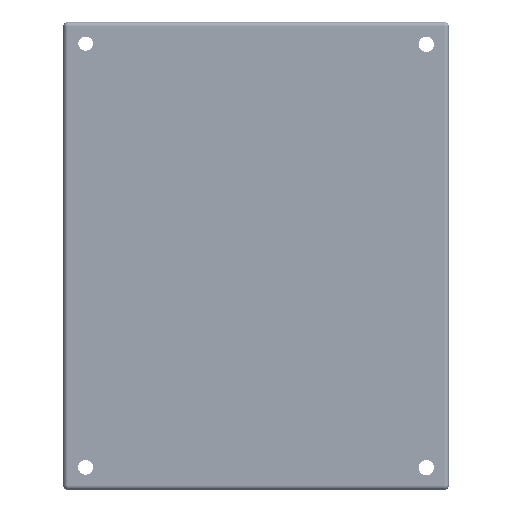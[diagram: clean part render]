
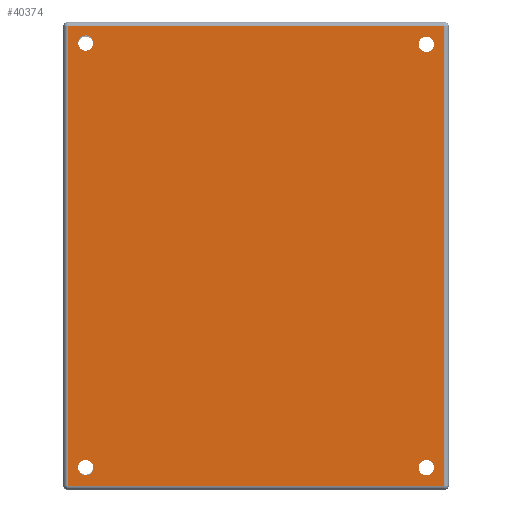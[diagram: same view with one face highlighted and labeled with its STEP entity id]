
A CAD part, front view. The second image highlights one B-rep face of the part: STEP entity #40374.
In plain terms, the highlighted planar face has unit normal (0, -1, 0).
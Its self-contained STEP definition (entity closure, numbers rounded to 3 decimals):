
#2466=FACE_BOUND('',#9365,.T.);
#2467=FACE_BOUND('',#9366,.T.);
#2468=FACE_BOUND('',#9367,.T.);
#2469=FACE_BOUND('',#9368,.T.);
#4510=CIRCLE('',#44919,1.7);
#4511=CIRCLE('',#44920,1.7);
#4512=CIRCLE('',#44921,1.7);
#4513=CIRCLE('',#44922,1.7);
#6801=FACE_OUTER_BOUND('',#9364,.T.);
#9364=EDGE_LOOP('',(#36724,#36725,#36726,#36727));
#9365=EDGE_LOOP('',(#36728));
#9366=EDGE_LOOP('',(#36729));
#9367=EDGE_LOOP('',(#36730));
#9368=EDGE_LOOP('',(#36731));
#12649=LINE('',#73764,#16013);
#12651=LINE('',#73774,#16015);
#12653=LINE('',#73777,#16017);
#12660=LINE('',#73793,#16024);
#16013=VECTOR('',#56862,10.);
#16015=VECTOR('',#56874,10.);
#16017=VECTOR('',#56878,10.);
#16024=VECTOR('',#56895,10.);
#19575=VERTEX_POINT('',#73746);
#19578=VERTEX_POINT('',#73753);
#19581=VERTEX_POINT('',#73760);
#19584=VERTEX_POINT('',#73770);
#19597=VERTEX_POINT('',#73822);
#19598=VERTEX_POINT('',#73824);
#19599=VERTEX_POINT('',#73826);
#19600=VERTEX_POINT('',#73828);
#25311=EDGE_CURVE('',#19575,#19581,#12649,.T.);
#25316=EDGE_CURVE('',#19581,#19584,#12651,.T.);
#25318=EDGE_CURVE('',#19584,#19578,#12653,.T.);
#25327=EDGE_CURVE('',#19578,#19575,#12660,.T.);
#25342=EDGE_CURVE('',#19597,#19597,#4510,.T.);
#25343=EDGE_CURVE('',#19598,#19598,#4511,.T.);
#25344=EDGE_CURVE('',#19599,#19599,#4512,.T.);
#25345=EDGE_CURVE('',#19600,#19600,#4513,.T.);
#36724=ORIENTED_EDGE('',*,*,#25311,.F.);
#36725=ORIENTED_EDGE('',*,*,#25327,.F.);
#36726=ORIENTED_EDGE('',*,*,#25318,.F.);
#36727=ORIENTED_EDGE('',*,*,#25316,.F.);
#36728=ORIENTED_EDGE('',*,*,#25342,.F.);
#36729=ORIENTED_EDGE('',*,*,#25343,.F.);
#36730=ORIENTED_EDGE('',*,*,#25344,.F.);
#36731=ORIENTED_EDGE('',*,*,#25345,.F.);
#38126=PLANE('',#44918);
#40374=ADVANCED_FACE('',(#6801,#2466,#2467,#2468,#2469),#38126,.F.);
#44918=AXIS2_PLACEMENT_3D('',#73821,#56926,#56927);
#44919=AXIS2_PLACEMENT_3D('',#73823,#56928,#56929);
#44920=AXIS2_PLACEMENT_3D('',#73825,#56930,#56931);
#44921=AXIS2_PLACEMENT_3D('',#73827,#56932,#56933);
#44922=AXIS2_PLACEMENT_3D('',#73829,#56934,#56935);
#56862=DIRECTION('',(0.,0.,1.));
#56874=DIRECTION('',(1.,0.,0.));
#56878=DIRECTION('',(0.,0.,-1.));
#56895=DIRECTION('',(-1.,0.,0.));
#56926=DIRECTION('center_axis',(0.,1.,0.));
#56927=DIRECTION('ref_axis',(1.,0.,0.));
#56928=DIRECTION('center_axis',(0.,-1.,0.));
#56929=DIRECTION('ref_axis',(1.,0.,0.));
#56930=DIRECTION('center_axis',(0.,-1.,0.));
#56931=DIRECTION('ref_axis',(1.,0.,0.));
#56932=DIRECTION('center_axis',(0.,-1.,0.));
#56933=DIRECTION('ref_axis',(1.,0.,0.));
#56934=DIRECTION('center_axis',(0.,-1.,0.));
#56935=DIRECTION('ref_axis',(1.,0.,0.));
#73746=CARTESIAN_POINT('',(1.,0.,1.));
#73753=CARTESIAN_POINT('',(85.2,0.,1.));
#73760=CARTESIAN_POINT('',(1.,0.,103.7));
#73764=CARTESIAN_POINT('',(1.,0.,26.175));
#73770=CARTESIAN_POINT('',(85.2,0.,103.7));
#73774=CARTESIAN_POINT('',(21.55,0.,103.7));
#73777=CARTESIAN_POINT('',(85.2,0.,78.525));
#73793=CARTESIAN_POINT('',(64.65,0.,1.));
#73821=CARTESIAN_POINT('Origin',(43.1,0.,52.35));
#73822=CARTESIAN_POINT('',(3.3,0.,100.));
#73823=CARTESIAN_POINT('Origin',(5.,0.,100.));
#73824=CARTESIAN_POINT('',(3.3,0.,5.));
#73825=CARTESIAN_POINT('Origin',(5.,0.,5.));
#73826=CARTESIAN_POINT('',(79.5,0.,5.));
#73827=CARTESIAN_POINT('Origin',(81.2,0.,5.));
#73828=CARTESIAN_POINT('',(79.5,0.,99.7));
#73829=CARTESIAN_POINT('Origin',(81.2,0.,99.7));
